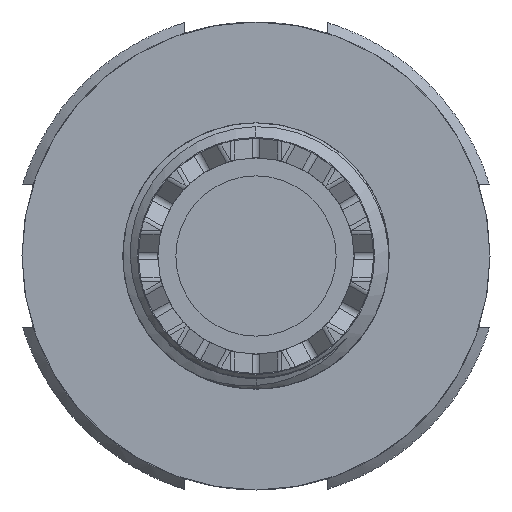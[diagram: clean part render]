
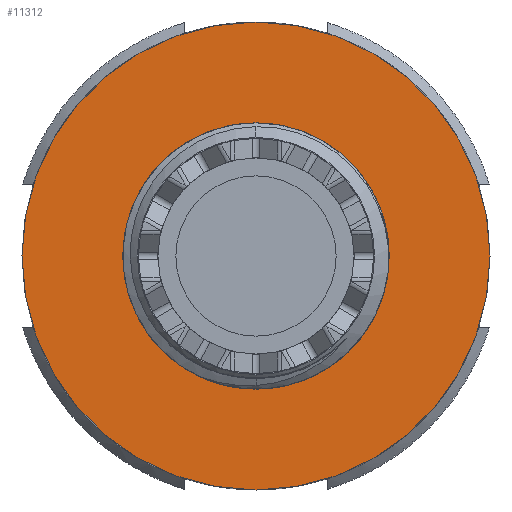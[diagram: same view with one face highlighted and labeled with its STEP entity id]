
A CAD part, front view. The second image highlights one B-rep face of the part: STEP entity #11312.
In plain terms, the highlighted planar face has unit normal (0, -1, 0).
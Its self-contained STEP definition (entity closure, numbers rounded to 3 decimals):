
#111=CARTESIAN_POINT('',(0.,0.,0.));
#112=DIRECTION('',(0.,-1.,0.));
#113=DIRECTION('',(0.,0.,-1.));
#114=AXIS2_PLACEMENT_3D('',#111,#112,#113);
#348=CARTESIAN_POINT('',(0.,0.,0.));
#349=DIRECTION('',(0.,1.,0.));
#350=DIRECTION('',(0.,0.,-1.));
#351=AXIS2_PLACEMENT_3D('',#348,#349,#350);
#2213=CARTESIAN_POINT('',(0.,0.,0.));
#2214=DIRECTION('',(0.,-1.,0.));
#2215=DIRECTION('',(0.,0.,-1.));
#2216=AXIS2_PLACEMENT_3D('',#2213,#2214,#2215);
#2218=CARTESIAN_POINT('',(0.,0.,0.));
#2219=DIRECTION('',(0.,1.,0.));
#2220=DIRECTION('',(0.,0.,-1.));
#2221=AXIS2_PLACEMENT_3D('',#2218,#2219,#2220);
#7400=CARTESIAN_POINT('',(0.,0.,-10.45));
#7401=CARTESIAN_POINT('',(0.,0.,10.45));
#7402=VERTEX_POINT('',#7400);
#7403=VERTEX_POINT('',#7401);
#7469=CARTESIAN_POINT('',(0.,0.,-5.945));
#7470=CARTESIAN_POINT('',(0.,0.,5.945));
#7471=VERTEX_POINT('',#7469);
#7472=VERTEX_POINT('',#7470);
#11297=CARTESIAN_POINT('',(0.,0.,0.));
#11298=DIRECTION('',(0.,-1.,0.));
#11299=DIRECTION('',(0.,0.,-1.));
#11300=AXIS2_PLACEMENT_3D('',#11297,#11298,#11299);
#11301=PLANE('',#11300);
#11303=ORIENTED_EDGE('',*,*,#11302,.F.);
#11305=ORIENTED_EDGE('',*,*,#11304,.T.);
#11306=EDGE_LOOP('',(#11303,#11305));
#11307=FACE_OUTER_BOUND('',#11306,.F.);
#11308=ORIENTED_EDGE('',*,*,#8869,.F.);
#11309=ORIENTED_EDGE('',*,*,#8793,.T.);
#11310=EDGE_LOOP('',(#11308,#11309));
#11311=FACE_BOUND('',#11310,.F.);
#11312=ADVANCED_FACE('',(#11307,#11311),#11301,.T.);
#115=CIRCLE('',#114,5.945);
#352=CIRCLE('',#351,5.945);
#2217=CIRCLE('',#2216,10.45);
#2222=CIRCLE('',#2221,10.45);
#8793=EDGE_CURVE('',#7471,#7472,#115,.T.);
#8869=EDGE_CURVE('',#7471,#7472,#352,.T.);
#11302=EDGE_CURVE('',#7402,#7403,#2217,.T.);
#11304=EDGE_CURVE('',#7402,#7403,#2222,.T.);
